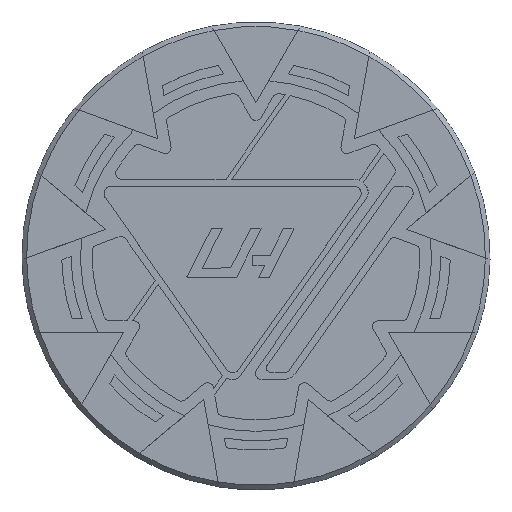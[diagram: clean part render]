
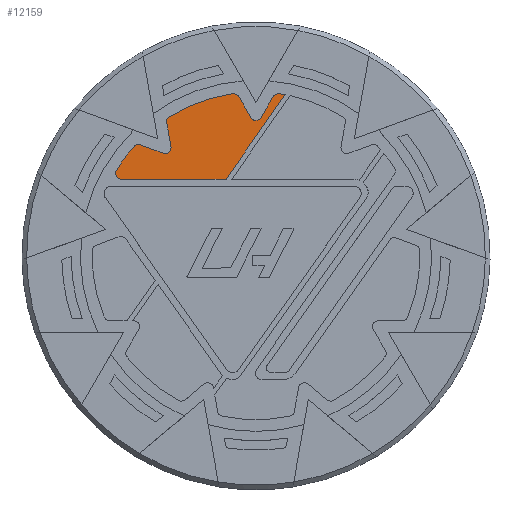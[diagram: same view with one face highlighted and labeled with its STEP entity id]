
A CAD part, top view. The second image highlights one B-rep face of the part: STEP entity #12159.
In plain terms, the highlighted planar face has unit normal (0, 0, 1).
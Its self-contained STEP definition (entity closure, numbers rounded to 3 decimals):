
#751=PLANE('',#13312);
#1541=LINE('',#20286,#2594);
#1550=LINE('',#20324,#2603);
#1554=LINE('',#20340,#2607);
#1555=LINE('',#20344,#2608);
#1556=LINE('',#20352,#2609);
#1557=LINE('',#20356,#2610);
#2594=VECTOR('',#15690,10.);
#2603=VECTOR('',#15723,10.);
#2607=VECTOR('',#15741,10.);
#2608=VECTOR('',#15744,10.);
#2609=VECTOR('',#15751,10.);
#2610=VECTOR('',#15754,10.);
#3644=FACE_OUTER_BOUND('',#4376,.T.);
#4376=EDGE_LOOP('',(#10399,#10400,#10401,#10402,#10403,#10404,#10405,#10406,
#10407,#10408,#10409,#10410,#10411,#10412,#10413,#10414));
#4954=CIRCLE('',#13309,0.5);
#4955=CIRCLE('',#13311,14.);
#4956=CIRCLE('',#13313,14.);
#4957=CIRCLE('',#13314,0.5);
#4958=CIRCLE('',#13315,0.5);
#4959=CIRCLE('',#13316,0.5);
#4960=CIRCLE('',#13317,14.);
#4961=CIRCLE('',#13318,0.5);
#4962=CIRCLE('',#13319,0.5);
#4963=CIRCLE('',#13320,0.5);
#5914=VERTEX_POINT('',#20284);
#5915=VERTEX_POINT('',#20285);
#5932=VERTEX_POINT('',#20323);
#5933=VERTEX_POINT('',#20327);
#5934=VERTEX_POINT('',#20331);
#5935=VERTEX_POINT('',#20335);
#5936=VERTEX_POINT('',#20337);
#5937=VERTEX_POINT('',#20339);
#5938=VERTEX_POINT('',#20341);
#5939=VERTEX_POINT('',#20343);
#5940=VERTEX_POINT('',#20345);
#5941=VERTEX_POINT('',#20347);
#5942=VERTEX_POINT('',#20349);
#5943=VERTEX_POINT('',#20351);
#5944=VERTEX_POINT('',#20353);
#5945=VERTEX_POINT('',#20355);
#7472=EDGE_CURVE('',#5914,#5915,#1541,.T.);
#7491=EDGE_CURVE('',#5932,#5914,#1550,.T.);
#7493=EDGE_CURVE('',#5932,#5933,#4954,.T.);
#7495=EDGE_CURVE('',#5934,#5933,#4955,.T.);
#7497=EDGE_CURVE('',#5915,#5935,#4956,.T.);
#7498=EDGE_CURVE('',#5936,#5935,#4957,.T.);
#7499=EDGE_CURVE('',#5936,#5937,#1554,.T.);
#7500=EDGE_CURVE('',#5938,#5937,#4958,.T.);
#7501=EDGE_CURVE('',#5938,#5939,#1555,.T.);
#7502=EDGE_CURVE('',#5940,#5939,#4959,.T.);
#7503=EDGE_CURVE('',#5940,#5941,#4960,.T.);
#7504=EDGE_CURVE('',#5942,#5941,#4961,.T.);
#7505=EDGE_CURVE('',#5942,#5943,#1556,.T.);
#7506=EDGE_CURVE('',#5944,#5943,#4962,.T.);
#7507=EDGE_CURVE('',#5944,#5945,#1557,.T.);
#7508=EDGE_CURVE('',#5934,#5945,#4963,.T.);
#10399=ORIENTED_EDGE('',*,*,#7472,.T.);
#10400=ORIENTED_EDGE('',*,*,#7497,.T.);
#10401=ORIENTED_EDGE('',*,*,#7498,.F.);
#10402=ORIENTED_EDGE('',*,*,#7499,.T.);
#10403=ORIENTED_EDGE('',*,*,#7500,.F.);
#10404=ORIENTED_EDGE('',*,*,#7501,.T.);
#10405=ORIENTED_EDGE('',*,*,#7502,.F.);
#10406=ORIENTED_EDGE('',*,*,#7503,.T.);
#10407=ORIENTED_EDGE('',*,*,#7504,.F.);
#10408=ORIENTED_EDGE('',*,*,#7505,.T.);
#10409=ORIENTED_EDGE('',*,*,#7506,.F.);
#10410=ORIENTED_EDGE('',*,*,#7507,.T.);
#10411=ORIENTED_EDGE('',*,*,#7508,.F.);
#10412=ORIENTED_EDGE('',*,*,#7495,.T.);
#10413=ORIENTED_EDGE('',*,*,#7493,.F.);
#10414=ORIENTED_EDGE('',*,*,#7491,.T.);
#12159=ADVANCED_FACE('',(#3644),#751,.T.);
#13309=AXIS2_PLACEMENT_3D('',#20328,#15727,#15728);
#13311=AXIS2_PLACEMENT_3D('',#20332,#15732,#15733);
#13312=AXIS2_PLACEMENT_3D('',#20334,#15735,#15736);
#13313=AXIS2_PLACEMENT_3D('',#20336,#15737,#15738);
#13314=AXIS2_PLACEMENT_3D('',#20338,#15739,#15740);
#13315=AXIS2_PLACEMENT_3D('',#20342,#15742,#15743);
#13316=AXIS2_PLACEMENT_3D('',#20346,#15745,#15746);
#13317=AXIS2_PLACEMENT_3D('',#20348,#15747,#15748);
#13318=AXIS2_PLACEMENT_3D('',#20350,#15749,#15750);
#13319=AXIS2_PLACEMENT_3D('',#20354,#15752,#15753);
#13320=AXIS2_PLACEMENT_3D('',#20357,#15755,#15756);
#15690=DIRECTION('',(0.573,0.82,0.));
#15723=DIRECTION('',(1.,0.,0.));
#15727=DIRECTION('center_axis',(0.,0.,-1.));
#15728=DIRECTION('ref_axis',(0.,1.,0.));
#15732=DIRECTION('center_axis',(0.,0.,1.));
#15733=DIRECTION('ref_axis',(-0.728,0.686,0.));
#15735=DIRECTION('center_axis',(0.,0.,1.));
#15736=DIRECTION('ref_axis',(-1.,0.,0.));
#15737=DIRECTION('center_axis',(0.,0.,1.));
#15738=DIRECTION('ref_axis',(0.549,0.836,0.));
#15739=DIRECTION('center_axis',(0.,0.,-1.));
#15740=DIRECTION('ref_axis',(-0.438,0.899,0.));
#15741=DIRECTION('',(-0.5,-0.866,0.));
#15742=DIRECTION('center_axis',(0.,0.,1.));
#15743=DIRECTION('ref_axis',(0.,-1.,0.));
#15744=DIRECTION('',(-0.5,0.866,0.));
#15745=DIRECTION('center_axis',(0.,0.,-1.));
#15746=DIRECTION('ref_axis',(0.438,0.899,0.));
#15747=DIRECTION('center_axis',(0.,0.,1.));
#15748=DIRECTION('ref_axis',(-0.117,0.993,0.));
#15749=DIRECTION('center_axis',(0.,0.,-1.));
#15750=DIRECTION('ref_axis',(-0.913,0.408,0.));
#15751=DIRECTION('',(0.174,-0.985,0.));
#15752=DIRECTION('center_axis',(0.,0.,1.));
#15753=DIRECTION('ref_axis',(0.643,-0.766,0.));
#15754=DIRECTION('',(-0.94,0.342,0.));
#15755=DIRECTION('center_axis',(0.,0.,-1.));
#15756=DIRECTION('ref_axis',(-0.243,0.97,0.));
#20284=CARTESIAN_POINT('',(-2.557,6.558,3.5));
#20285=CARTESIAN_POINT('',(2.49,13.777,3.5));
#20286=CARTESIAN_POINT('',(-4.895,3.215,3.5));
#20323=CARTESIAN_POINT('',(-11.508,6.558,3.5));
#20324=CARTESIAN_POINT('',(-12.354,6.558,3.5));
#20327=CARTESIAN_POINT('',(-11.934,7.319,3.5));
#20328=CARTESIAN_POINT('Origin',(-11.508,7.058,3.5));
#20331=CARTESIAN_POINT('',(-10.42,9.35,3.5));
#20332=CARTESIAN_POINT('Origin',(0.,0.,3.5));
#20334=CARTESIAN_POINT('Origin',(0.,-0.02,3.5));
#20335=CARTESIAN_POINT('',(1.971,13.86,3.5));
#20336=CARTESIAN_POINT('Origin',(0.,0.,3.5));
#20337=CARTESIAN_POINT('',(1.468,13.616,3.5));
#20338=CARTESIAN_POINT('Origin',(1.901,13.365,3.5));
#20339=CARTESIAN_POINT('',(0.432,11.822,3.5));
#20340=CARTESIAN_POINT('',(1.635,13.904,3.5));
#20341=CARTESIAN_POINT('',(-0.434,11.822,3.5));
#20342=CARTESIAN_POINT('Origin',(-0.001,12.072,
3.5));
#20343=CARTESIAN_POINT('',(-1.469,13.615,3.5));
#20344=CARTESIAN_POINT('',(-0.001,11.072,3.5));
#20345=CARTESIAN_POINT('',(-1.973,13.86,3.5));
#20346=CARTESIAN_POINT('Origin',(-1.902,13.365,3.5));
#20347=CARTESIAN_POINT('',(-7.399,11.885,3.5));
#20348=CARTESIAN_POINT('Origin',(0.,0.,3.5));
#20349=CARTESIAN_POINT('',(-7.627,11.374,3.5));
#20350=CARTESIAN_POINT('Origin',(-7.135,11.461,3.5));
#20351=CARTESIAN_POINT('',(-7.268,9.334,3.5));
#20352=CARTESIAN_POINT('',(-7.685,11.702,3.5));
#20353=CARTESIAN_POINT('',(-7.931,8.777,3.5));
#20354=CARTESIAN_POINT('Origin',(-7.76,9.247,3.5));
#20355=CARTESIAN_POINT('',(-9.877,9.486,3.5));
#20356=CARTESIAN_POINT('',(-7.118,8.481,3.5));
#20357=CARTESIAN_POINT('Origin',(-10.048,9.016,3.5));
